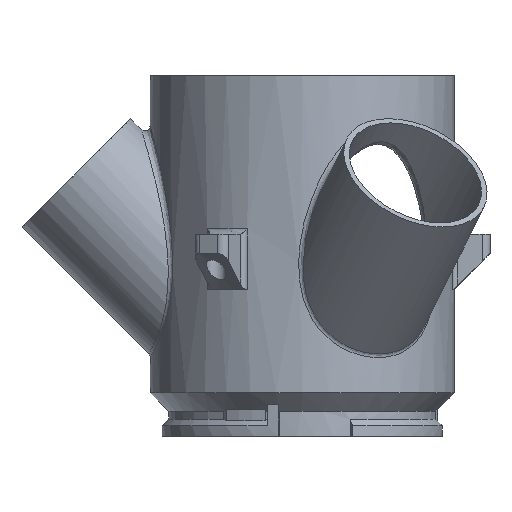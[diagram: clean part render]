
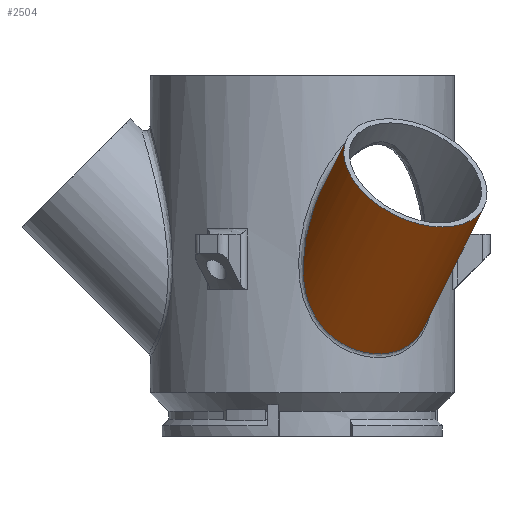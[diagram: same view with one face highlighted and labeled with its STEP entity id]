
A CAD part, left-side view. The second image highlights one B-rep face of the part: STEP entity #2504.
In plain terms, the highlighted cylindrical face has radius 29 mm (diameter 58 mm), a full revolution.
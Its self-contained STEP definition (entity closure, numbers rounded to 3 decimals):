
#128=LINE('',#4196,#310);
#310=VECTOR('',#2970,29.);
#485=CYLINDRICAL_SURFACE('',#2666,29.);
#545=FACE_OUTER_BOUND('',#686,.T.);
#686=EDGE_LOOP('',(#1741,#1742,#1743,#1744,#1745));
#841=B_SPLINE_CURVE_WITH_KNOTS('',3,(#4165,#4166,#4167,#4168,#4169,#4170,
#4171,#4172,#4173,#4174,#4175,#4176,#4177,#4178),.UNSPECIFIED.,.F.,.F.,
(4,1,1,1,1,1,1,1,1,1,1,4),(0.,0.775,1.55,2.325,
3.1,4.133,5.166,6.199,7.233,
8.266,9.299,9.543),.UNSPECIFIED.);
#842=B_SPLINE_CURVE_WITH_KNOTS('',3,(#4179,#4180,#4181,#4182,#4183,#4184,
#4185,#4186,#4187,#4188,#4189,#4190,#4191,#4192,#4193),.UNSPECIFIED.,.F.,
 .F.,(4,1,1,1,1,1,1,1,1,1,1,1,4),(9.543,10.332,12.399,
13.432,14.465,14.982,15.499,16.015,
16.532,17.565,18.598,20.148,21.698),
 .UNSPECIFIED.);
#910=CIRCLE('',#2667,29.);
#1064=VERTEX_POINT('',#4162);
#1065=VERTEX_POINT('',#4164);
#1066=VERTEX_POINT('',#4195);
#1334=EDGE_CURVE('',#1064,#1065,#841,.T.);
#1335=EDGE_CURVE('',#1065,#1064,#842,.T.);
#1336=EDGE_CURVE('',#1065,#1066,#128,.T.);
#1337=EDGE_CURVE('',#1066,#1066,#910,.T.);
#1741=ORIENTED_EDGE('',*,*,#1334,.F.);
#1742=ORIENTED_EDGE('',*,*,#1335,.F.);
#1743=ORIENTED_EDGE('',*,*,#1336,.T.);
#1744=ORIENTED_EDGE('',*,*,#1337,.F.);
#1745=ORIENTED_EDGE('',*,*,#1336,.F.);
#2504=ADVANCED_FACE('',(#545),#485,.T.);
#2666=AXIS2_PLACEMENT_3D('',#4194,#2968,#2969);
#2667=AXIS2_PLACEMENT_3D('',#4197,#2971,#2972);
#2968=DIRECTION('center_axis',(0.612,0.354,-0.707));
#2969=DIRECTION('ref_axis',(0.5,-0.866,0.));
#2970=DIRECTION('',(-0.612,-0.354,0.707));
#2971=DIRECTION('center_axis',(-0.612,-0.354,0.707));
#2972=DIRECTION('ref_axis',(0.5,-0.866,0.));
#4162=CARTESIAN_POINT('',(-29.458,-50.473,63.441));
#4164=CARTESIAN_POINT('',(-58.482,-0.279,64.93));
#4165=CARTESIAN_POINT('Ctrl Pts',(-29.458,-50.473,63.441));
#4166=CARTESIAN_POINT('Ctrl Pts',(-29.449,-50.389,60.664));
#4167=CARTESIAN_POINT('Ctrl Pts',(-29.84,-50.01,55.128));
#4168=CARTESIAN_POINT('Ctrl Pts',(-31.963,-48.564,47.238));
#4169=CARTESIAN_POINT('Ctrl Pts',(-35.688,-45.895,40.389));
#4170=CARTESIAN_POINT('Ctrl Pts',(-41.058,-41.317,34.645));
#4171=CARTESIAN_POINT('Ctrl Pts',(-47.315,-34.272,31.159));
#4172=CARTESIAN_POINT('Ctrl Pts',(-52.877,-24.847,30.98));
#4173=CARTESIAN_POINT('Ctrl Pts',(-56.356,-15.04,34.4));
#4174=CARTESIAN_POINT('Ctrl Pts',(-57.799,-6.659,41.415));
#4175=CARTESIAN_POINT('Ctrl Pts',(-58.153,-1.542,51.256));
#4176=CARTESIAN_POINT('Ctrl Pts',(-58.331,-0.298,59.481));
#4177=CARTESIAN_POINT('Ctrl Pts',(-58.457,-0.263,
64.056));
#4178=CARTESIAN_POINT('Ctrl Pts',(-58.482,-0.279,64.93));
#4179=CARTESIAN_POINT('Ctrl Pts',(-58.482,-0.279,64.93));
#4180=CARTESIAN_POINT('Ctrl Pts',(-58.563,-0.328,
67.759));
#4181=CARTESIAN_POINT('Ctrl Pts',(-58.888,-1.343,78.004));
#4182=CARTESIAN_POINT('Ctrl Pts',(-59.381,-5.75,91.529));
#4183=CARTESIAN_POINT('Ctrl Pts',(-58.854,-13.187,104.452));
#4184=CARTESIAN_POINT('Ctrl Pts',(-57.591,-19.307,111.39));
#4185=CARTESIAN_POINT('Ctrl Pts',(-55.461,-25.225,115.166));
#4186=CARTESIAN_POINT('Ctrl Pts',(-53.122,-30.02,116.402));
#4187=CARTESIAN_POINT('Ctrl Pts',(-50.204,-34.575,115.574));
#4188=CARTESIAN_POINT('Ctrl Pts',(-46.12,-39.611,112.142));
#4189=CARTESIAN_POINT('Ctrl Pts',(-41.38,-43.961,105.382));
#4190=CARTESIAN_POINT('Ctrl Pts',(-35.847,-47.806,94.192));
#4191=CARTESIAN_POINT('Ctrl Pts',(-31.113,-50.16,80.129));
#4192=CARTESIAN_POINT('Ctrl Pts',(-29.476,-50.641,68.994));
#4193=CARTESIAN_POINT('Ctrl Pts',(-29.458,-50.473,63.441));
#4194=CARTESIAN_POINT('Origin',(-74.097,-42.78,99.702));
#4195=CARTESIAN_POINT('',(-88.597,-17.665,99.702));
#4196=CARTESIAN_POINT('',(-88.597,-17.665,99.702));
#4197=CARTESIAN_POINT('Origin',(-74.097,-42.78,99.702));
